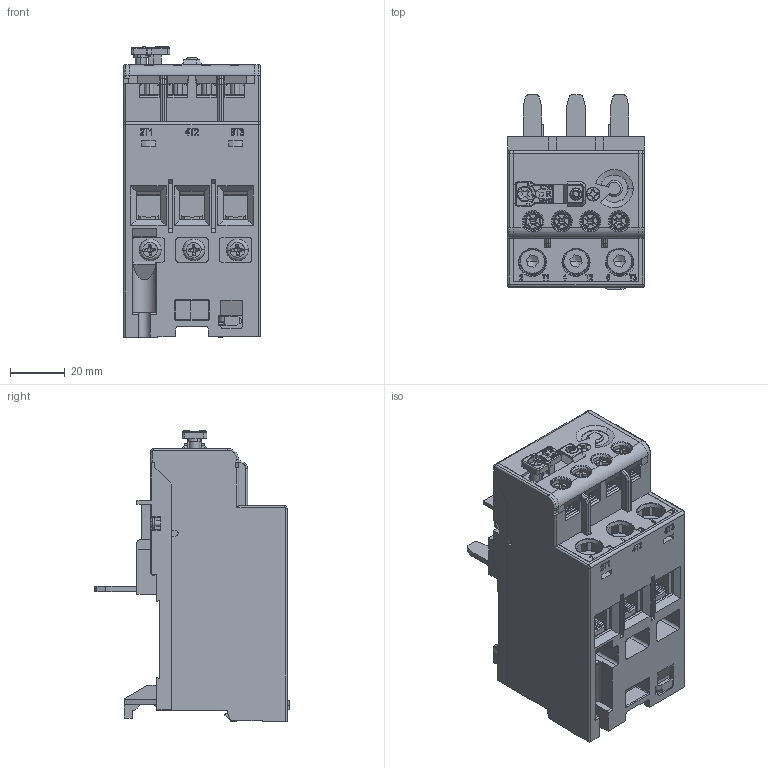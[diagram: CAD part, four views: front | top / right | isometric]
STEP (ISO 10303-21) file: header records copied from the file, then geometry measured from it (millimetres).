
FILE_DESCRIPTION (( 'STEP AP203' ), '1' );
FILE_NAME ('RW67-5D3-U040.step', '2020-08-11T12:00:31', ( '' ), ( '' ), 'SwSTEP 2.0', 'SolidWorks 2019', '' );
FILE_SCHEMA (( 'CONFIG_CONTROL_DESIGN' ));
Products named in the file (1): RW67-5D3-U040
Bounding box: 50 x 71.2 x 106.5 mm (x, y, z)
Volume: 190354.8 mm3; surface area: 69664 mm2
Topology: 51 solids, 56 shells, 3253 faces, 8661 edges, 5566 vertices
Faces by surface type: plane 1847, cylinder 710, bspline 530, cone 166
Entity records: 115911 total; most frequent: CARTESIAN_POINT 38730, ORIENTED_EDGE 17244, DIRECTION 14328, EDGE_CURVE 8622, VERTEX_POINT 5566, LINE 5450, VECTOR 5450, AXIS2_PLACEMENT_3D 4439
